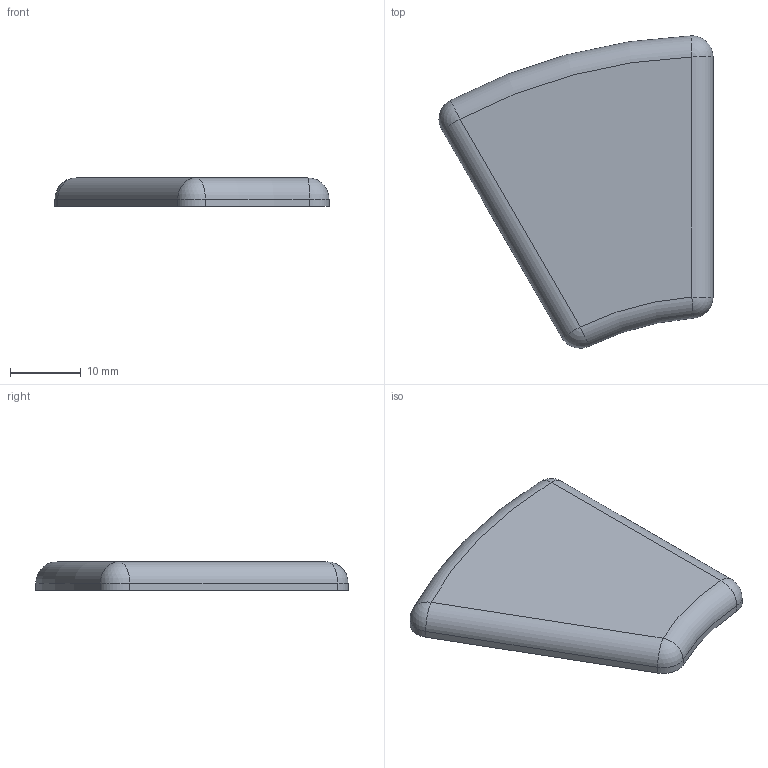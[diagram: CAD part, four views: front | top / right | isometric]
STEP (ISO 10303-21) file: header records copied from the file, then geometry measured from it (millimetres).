
FILE_DESCRIPTION(/* description */ (''),/* implementation_level */ '2;1');
FILE_NAME(/* name */ '143300',/* time_stamp */ '2014-10-06T14:00:11+02:00',/* author */ (''),/* organization */ (''),/* preprocessor_version */ 'ST-DEVELOPER v14',/* originating_system */ 'HiCAD 2013 1802.4 Build 509',/* authorisation */ '');
FILE_SCHEMA (('AUTOMOTIVE_DESIGN { 1 0 10303 214 1 1 1 1 }'));
Length unit declared in the file: millimetre
Products named in the file (2): Root; 143300Afdekkap 40-30grBOIKON0
Assembly tree (1 placements, depth 2):
  Root
    143300Afdekkap 40-30grBOIKON0
Bounding box: 38.87 x 44.29 x 4 mm (x, y, z)
Volume: 4738.4 mm3; surface area: 2867.8 mm2
Topology: 1 solids, 1 shells, 18 faces, 40 edges, 21 vertices
Faces by surface type: cylinder 8, plane 4, sphere 4, torus 2
Entity records: 864 total; most frequent: DIRECTION 98, CARTESIAN_POINT 77, PRESENTATION_STYLE_ASSIGNMENT 73, COLOUR_RGB 73, DRAUGHTING_PRE_DEFINED_CURVE_FONT 72, CURVE_STYLE 72, OVER_RIDING_STYLED_ITEM 72, ORIENTED_EDGE 72
